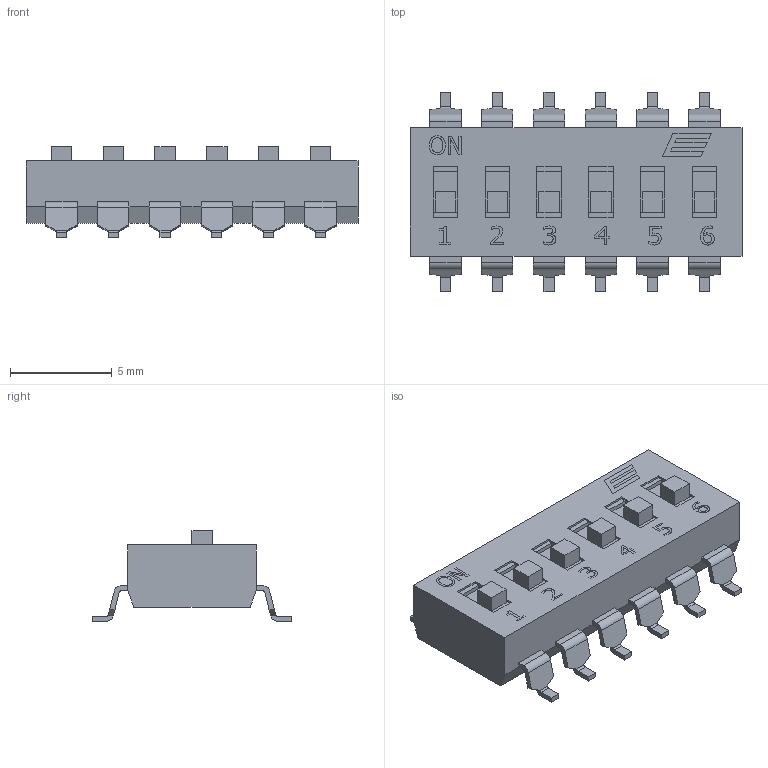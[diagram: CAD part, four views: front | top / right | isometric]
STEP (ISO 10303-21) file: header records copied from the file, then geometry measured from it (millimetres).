
FILE_DESCRIPTION((' '),'2;1');
FILE_NAME('KAE06LGGx.stp','2017-07-31T16:04:01',(' '),(' '),' ','ACIS',' ');
FILE_SCHEMA(('CONFIG_CONTROL_DESIGN'));
Length unit declared in the file: inch
Products named in the file (1): KAE06LGGx.stp
Bounding box: 16.28 x 9.8 x 4.45 mm (x, y, z)
Volume: 319.7 mm3; surface area: 459 mm2
Topology: 1 solids, 1 shells, 314 faces, 944 edges, 650 vertices
Faces by surface type: plane 266, cylinder 48
Entity records: 10788 total; most frequent: CARTESIAN_POINT 2179, ORIENTED_EDGE 1888, DIRECTION 1595, EDGE_CURVE 944, VECTOR 771, LINE 771, VERTEX_POINT 650, AXIS2_PLACEMENT_3D 412
